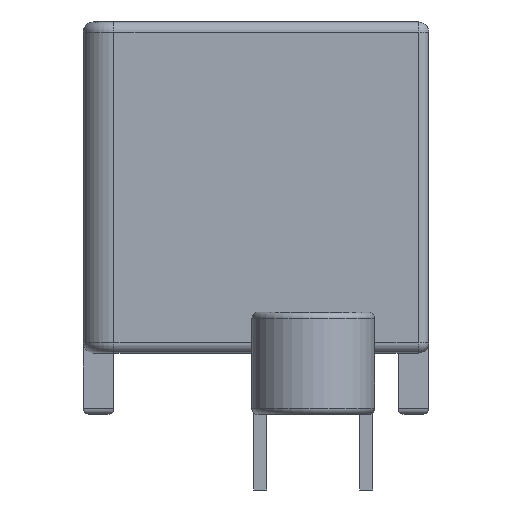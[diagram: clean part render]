
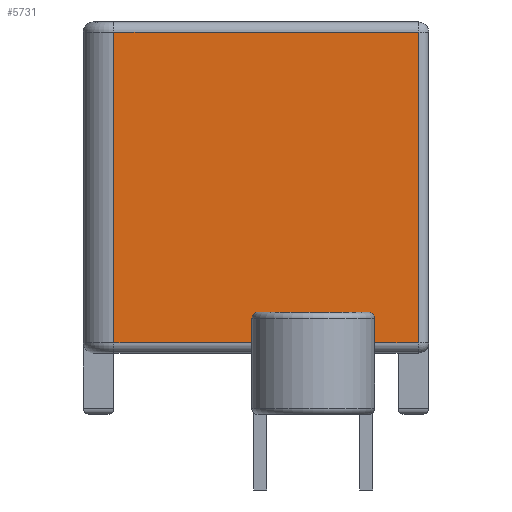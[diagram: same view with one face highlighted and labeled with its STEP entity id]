
A CAD part, left-side view. The second image highlights one B-rep face of the part: STEP entity #5731.
In plain terms, the highlighted planar face has unit normal (-1, 0, 0).
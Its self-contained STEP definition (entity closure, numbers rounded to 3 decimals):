
#847=DIRECTION('',(0.,1.,0.));
#848=VECTOR('',#847,2.15);
#849=CARTESIAN_POINT('',(-12.05,-7.95,-15.7));
#850=LINE('',#849,#848);
#864=CARTESIAN_POINT('',(-12.05,-5.5,-14.5));
#865=DIRECTION('',(1.,0.,0.));
#866=DIRECTION('',(0.,0.,1.));
#867=AXIS2_PLACEMENT_3D('',#864,#865,#866);
#1057=CARTESIAN_POINT('',(-12.05,-0.1,-14.5));
#1058=DIRECTION('',(1.,0.,0.));
#1059=DIRECTION('',(0.,1.,0.));
#1060=AXIS2_PLACEMENT_3D('',#1057,#1058,#1059);
#1062=DIRECTION('',(0.,0.,1.));
#1063=VECTOR('',#1062,1.2);
#1064=CARTESIAN_POINT('',(-12.05,-5.8,-15.7));
#1065=LINE('',#1064,#1063);
#1066=DIRECTION('',(0.,1.,0.));
#1067=VECTOR('',#1066,2.7);
#1068=CARTESIAN_POINT('',(-12.05,-5.5,-14.2));
#1069=LINE('',#1068,#1067);
#1070=DIRECTION('',(0.,1.,0.));
#1071=VECTOR('',#1070,2.7);
#1072=CARTESIAN_POINT('',(-12.05,-2.8,-14.2));
#1073=LINE('',#1072,#1071);
#1074=DIRECTION('',(0.,0.,1.));
#1075=VECTOR('',#1074,1.2);
#1076=CARTESIAN_POINT('',(-12.05,0.2,-15.7));
#1077=LINE('',#1076,#1075);
#1078=DIRECTION('',(0.,0.,-1.));
#1079=VECTOR('',#1078,15.2);
#1080=CARTESIAN_POINT('',(-12.05,6.95,-0.5));
#1081=LINE('',#1080,#1079);
#1086=DIRECTION('',(0.,1.,0.));
#1087=VECTOR('',#1086,6.75);
#1088=CARTESIAN_POINT('',(-12.05,0.2,-15.7));
#1089=LINE('',#1088,#1087);
#1141=DIRECTION('',(0.,-1.,0.));
#1142=VECTOR('',#1141,14.9);
#1143=CARTESIAN_POINT('',(-12.05,6.95,-0.5));
#1144=LINE('',#1143,#1142);
#2635=DIRECTION('',(0.,0.,-1.));
#2636=VECTOR('',#2635,15.2);
#2637=CARTESIAN_POINT('',(-12.05,-7.95,-0.5));
#2638=LINE('',#2637,#2636);
#3396=CARTESIAN_POINT('',(-12.05,-2.8,-14.2));
#3397=VERTEX_POINT('',#3396);
#3532=CARTESIAN_POINT('',(-12.05,6.95,-0.5));
#3533=CARTESIAN_POINT('',(-12.05,-7.95,-0.5));
#3534=VERTEX_POINT('',#3532);
#3535=VERTEX_POINT('',#3533);
#3544=CARTESIAN_POINT('',(-12.05,6.95,-15.7));
#3545=VERTEX_POINT('',#3544);
#3623=CARTESIAN_POINT('',(-12.05,-7.95,-15.7));
#3624=CARTESIAN_POINT('',(-12.05,-5.8,-15.7));
#3625=VERTEX_POINT('',#3623);
#3626=VERTEX_POINT('',#3624);
#3657=CARTESIAN_POINT('',(-12.05,0.2,-15.7));
#3658=VERTEX_POINT('',#3657);
#3724=CARTESIAN_POINT('',(-12.05,-5.5,-14.2));
#3726=VERTEX_POINT('',#3724);
#3728=CARTESIAN_POINT('',(-12.05,-5.8,-14.5));
#3730=VERTEX_POINT('',#3728);
#3735=CARTESIAN_POINT('',(-12.05,-0.1,-14.2));
#3736=VERTEX_POINT('',#3735);
#3737=CARTESIAN_POINT('',(-12.05,0.2,-14.5));
#3738=VERTEX_POINT('',#3737);
#5709=CARTESIAN_POINT('',(-12.05,6.95,0.));
#5710=DIRECTION('',(-1.,0.,0.));
#5711=DIRECTION('',(0.,-1.,0.));
#5712=AXIS2_PLACEMENT_3D('',#5709,#5710,#5711);
#5713=PLANE('',#5712);
#5714=ORIENTED_EDGE('',*,*,#5339,.T.);
#5715=ORIENTED_EDGE('',*,*,#5359,.F.);
#5716=ORIENTED_EDGE('',*,*,#5383,.T.);
#5717=ORIENTED_EDGE('',*,*,#5377,.T.);
#5718=ORIENTED_EDGE('',*,*,#5704,.F.);
#5719=ORIENTED_EDGE('',*,*,#5691,.F.);
#5721=ORIENTED_EDGE('',*,*,#5720,.T.);
#5723=ORIENTED_EDGE('',*,*,#5722,.F.);
#5725=ORIENTED_EDGE('',*,*,#5724,.T.);
#5727=ORIENTED_EDGE('',*,*,#5726,.T.);
#5728=ORIENTED_EDGE('',*,*,#5326,.T.);
#5729=EDGE_LOOP('',(#5714,#5715,#5716,#5717,#5718,#5719,#5721,#5723,#5725,#5727,
#5728));
#5730=FACE_OUTER_BOUND('',#5729,.F.);
#5731=ADVANCED_FACE('',(#5730),#5713,.T.);
#868=CIRCLE('',#867,0.3);
#1061=CIRCLE('',#1060,0.3);
#5326=EDGE_CURVE('',#3625,#3626,#850,.T.);
#5339=EDGE_CURVE('',#3626,#3730,#1065,.T.);
#5359=EDGE_CURVE('',#3726,#3730,#868,.T.);
#5377=EDGE_CURVE('',#3397,#3736,#1073,.T.);
#5383=EDGE_CURVE('',#3726,#3397,#1069,.T.);
#5691=EDGE_CURVE('',#3658,#3738,#1077,.T.);
#5704=EDGE_CURVE('',#3738,#3736,#1061,.T.);
#5720=EDGE_CURVE('',#3658,#3545,#1089,.T.);
#5722=EDGE_CURVE('',#3534,#3545,#1081,.T.);
#5724=EDGE_CURVE('',#3534,#3535,#1144,.T.);
#5726=EDGE_CURVE('',#3535,#3625,#2638,.T.);
